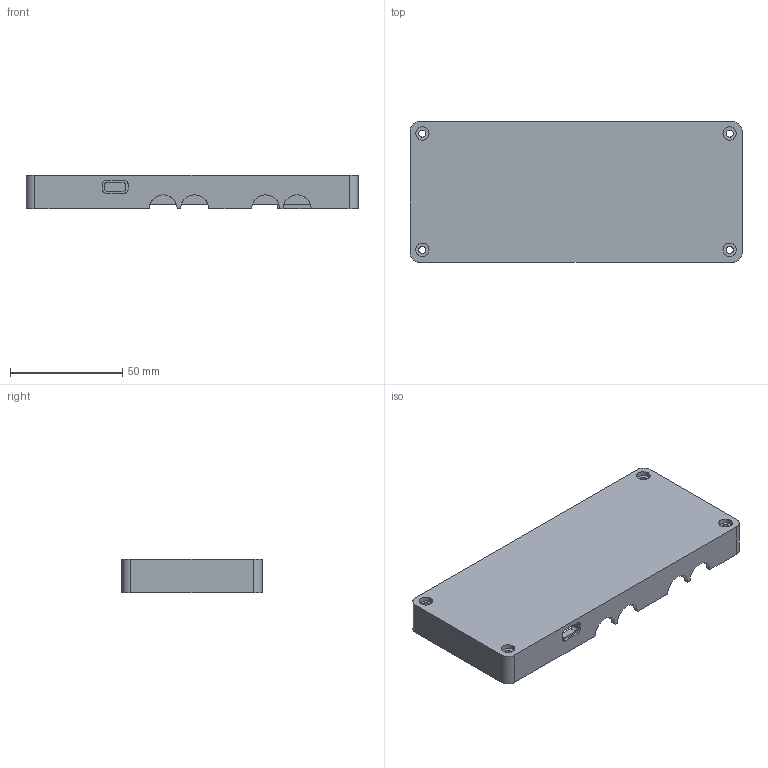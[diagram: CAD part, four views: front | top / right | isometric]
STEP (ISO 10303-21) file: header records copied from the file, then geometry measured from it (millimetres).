
FILE_DESCRIPTION(('FreeCAD Model'),'2;1');
FILE_NAME('Open CASCADE Shape Model','2026-01-03T08:47:10',(''),(''), 'Open CASCADE STEP processor 7.8','FreeCAD','Unknown');
FILE_SCHEMA(('AUTOMOTIVE_DESIGN { 1 0 10303 214 1 1 1 1 }'));
Length unit declared in the file: millimetre
Products named in the file (1): Bottom Enclosure
Bounding box: 147.86 x 62.48 x 15 mm (x, y, z)
Volume: 36811.6 mm3; surface area: 29989.2 mm2
Topology: 1 solids, 1 shells, 94 faces, 233 edges, 154 vertices
Faces by surface type: plane 54, cylinder 40
Full cylindrical faces by diameter (mm): 2.32 x4, 3.2 x4, 6 x8
Entity records: 2857 total; most frequent: DIRECTION 511, CARTESIAN_POINT 482, ORIENTED_EDGE 466, EDGE_CURVE 233, AXIS2_PLACEMENT_3D 183, VERTEX_POINT 154, LINE 145, VECTOR 145
